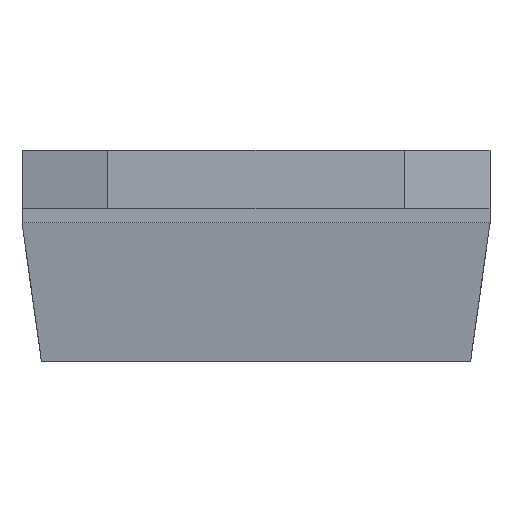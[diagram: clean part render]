
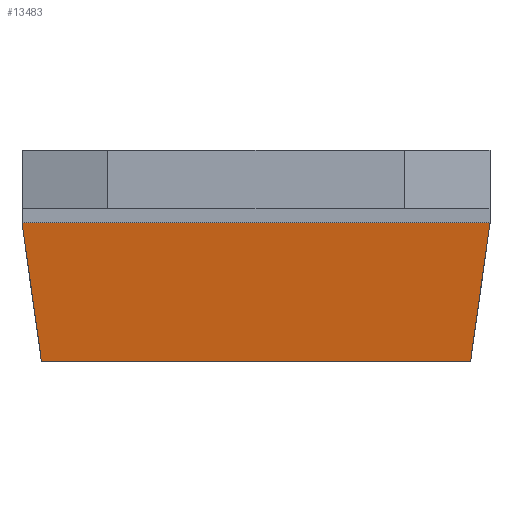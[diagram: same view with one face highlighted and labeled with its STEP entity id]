
A CAD part, top view. The second image highlights one B-rep face of the part: STEP entity #13483.
In plain terms, the highlighted planar face has unit normal (0, -0.139, 0.99).
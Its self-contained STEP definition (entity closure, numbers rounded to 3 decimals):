
#1109 = EDGE_CURVE ( 'NONE', #10487, #11675, #2135, .T. ) ;
#1114 = CARTESIAN_POINT ( 'NONE',  ( 4.658, -2.285, -0.422 ) ) ;
#1411 = ORIENTED_EDGE ( 'NONE', *, *, #12426, .F. ) ;
#1541 = CARTESIAN_POINT ( 'NONE',  ( -4.983, 0.028, -0.097 ) ) ;
#2135 = LINE ( 'NONE', #6489, #7988 ) ;
#2398 = PLANE ( 'NONE',  #5342 ) ;
#2596 = ORIENTED_EDGE ( 'NONE', *, *, #4828, .F. ) ;
#3262 = DIRECTION ( 'NONE',  ( 0.138, 0.981, 0.138 ) ) ;
#3548 = CARTESIAN_POINT ( 'NONE',  ( 0., 0.715, 0. ) ) ;
#4828 = EDGE_CURVE ( 'NONE', #5999, #11675, #10496, .T. ) ;
#4878 = DIRECTION ( 'NONE',  ( -1., 0., 0. ) ) ;
#5342 = AXIS2_PLACEMENT_3D ( 'NONE', #3548, #5988, #7891 ) ;
#5561 = FACE_OUTER_BOUND ( 'NONE', #8756, .T. ) ;
#5988 = DIRECTION ( 'NONE',  ( 0., 0.139, -0.99 ) ) ;
#5999 = VERTEX_POINT ( 'NONE', #8052 ) ;
#6489 = CARTESIAN_POINT ( 'NONE',  ( 4.983, 0.028, -0.097 ) ) ;
#6602 = CARTESIAN_POINT ( 'NONE',  ( -4.658, -2.285, -0.422 ) ) ;
#6803 = EDGE_CURVE ( 'NONE', #10487, #13799, #12498, .T. ) ;
#6930 = CARTESIAN_POINT ( 'NONE',  ( -5.08, -2.285, -0.422 ) ) ;
#7891 = DIRECTION ( 'NONE',  ( 1., 0., 0. ) ) ;
#7988 = VECTOR ( 'NONE', #3262, 1000. ) ;
#8052 = CARTESIAN_POINT ( 'NONE',  ( -5.08, 0.715, 0. ) ) ;
#8377 = VECTOR ( 'NONE', #12736, 1000. ) ;
#8756 = EDGE_LOOP ( 'NONE', ( #11332, #2596, #1411, #9158 ) ) ;
#9158 = ORIENTED_EDGE ( 'NONE', *, *, #6803, .F. ) ;
#9784 = VECTOR ( 'NONE', #4878, 1000. ) ;
#9802 = VECTOR ( 'NONE', #13546, 1000. ) ;
#10487 = VERTEX_POINT ( 'NONE', #1114 ) ;
#10496 = LINE ( 'NONE', #11812, #8377 ) ;
#11296 = LINE ( 'NONE', #1541, #9802 ) ;
#11332 = ORIENTED_EDGE ( 'NONE', *, *, #1109, .T. ) ;
#11675 = VERTEX_POINT ( 'NONE', #12393 ) ;
#11812 = CARTESIAN_POINT ( 'NONE',  ( 0., 0.715, 0. ) ) ;
#12393 = CARTESIAN_POINT ( 'NONE',  ( 5.08, 0.715, 0. ) ) ;
#12426 = EDGE_CURVE ( 'NONE', #13799, #5999, #11296, .T. ) ;
#12498 = LINE ( 'NONE', #6930, #9784 ) ;
#12736 = DIRECTION ( 'NONE',  ( 1., 0., 0. ) ) ;
#13483 = ADVANCED_FACE ( 'NONE', ( #5561 ), #2398, .F. ) ;
#13546 = DIRECTION ( 'NONE',  ( -0.138, 0.981, 0.138 ) ) ;
#13799 = VERTEX_POINT ( 'NONE', #6602 ) ;
